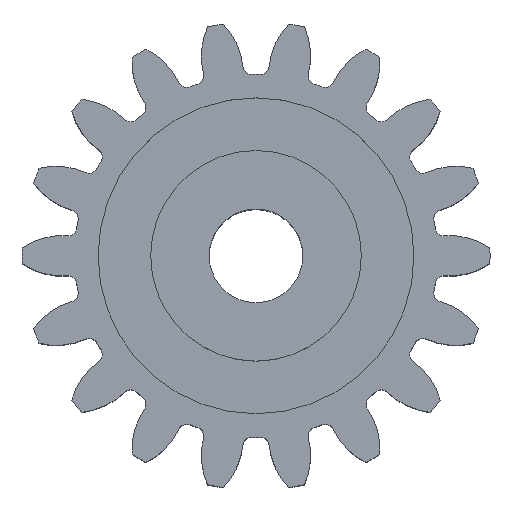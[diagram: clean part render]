
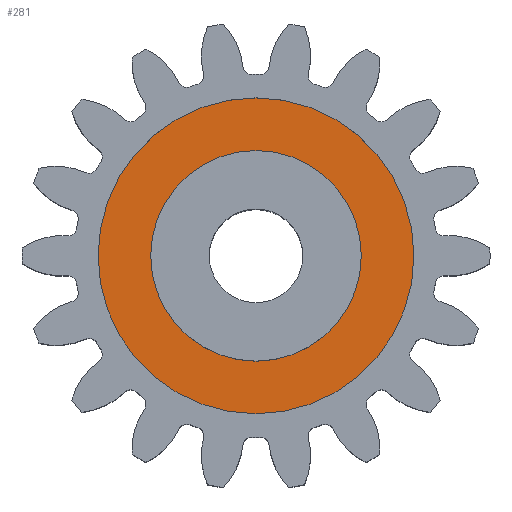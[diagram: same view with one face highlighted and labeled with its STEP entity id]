
A CAD part, top view. The second image highlights one B-rep face of the part: STEP entity #281.
In plain terms, the highlighted planar face has unit normal (0, 0, 1).
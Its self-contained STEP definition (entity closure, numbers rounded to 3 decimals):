
#280 = EDGE_CURVE ( 'NONE', #521, #438, #1720, .T. ) ;
#281 = ADVANCED_FACE ( 'NONE', ( #1734, #1866 ), #1722, .F. ) ;
#284 = ORIENTED_EDGE ( 'NONE', *, *, #453, .T. ) ;
#304 = ORIENTED_EDGE ( 'NONE', *, *, #318, .T. ) ;
#310 = ORIENTED_EDGE ( 'NONE', *, *, #280, .F. ) ;
#314 = EDGE_LOOP ( 'NONE', ( #310, #320 ) ) ;
#318 = EDGE_CURVE ( 'NONE', #426, #450, #1834, .T. ) ;
#320 = ORIENTED_EDGE ( 'NONE', *, *, #437, .F. ) ;
#331 = EDGE_LOOP ( 'NONE', ( #284, #304 ) ) ;
#426 = VERTEX_POINT ( 'NONE', #1995 ) ;
#437 = EDGE_CURVE ( 'NONE', #438, #521, #1936, .T. ) ;
#438 = VERTEX_POINT ( 'NONE', #1941 ) ;
#450 = VERTEX_POINT ( 'NONE', #1986 ) ;
#453 = EDGE_CURVE ( 'NONE', #450, #426, #1978, .T. ) ;
#521 = VERTEX_POINT ( 'NONE', #2287 ) ;
#1720 = CIRCLE ( 'NONE', #1721, 6.75 ) ;
#1721 = AXIS2_PLACEMENT_3D ( 'NONE', #1864, #1863, #1862 ) ;
#1722 = PLANE ( 'NONE',  #1730 ) ;
#1730 = AXIS2_PLACEMENT_3D ( 'NONE', #1812, #1811, #1857 ) ;
#1734 = FACE_BOUND ( 'NONE', #331, .T. ) ;
#1811 = DIRECTION ( 'NONE',  ( 0., 0., -1. ) ) ;
#1812 = CARTESIAN_POINT ( 'NONE',  ( 0., 0., 7.5 ) ) ;
#1834 = CIRCLE ( 'NONE', #1886, 4.5 ) ;
#1843 = DIRECTION ( 'NONE',  ( 0., 0., -1. ) ) ;
#1857 = DIRECTION ( 'NONE',  ( -1., 0., 0. ) ) ;
#1862 = DIRECTION ( 'NONE',  ( -1., 0., 0. ) ) ;
#1863 = DIRECTION ( 'NONE',  ( 0., 0., -1. ) ) ;
#1864 = CARTESIAN_POINT ( 'NONE',  ( 0., 0., 7.5 ) ) ;
#1866 = FACE_OUTER_BOUND ( 'NONE', #314, .T. ) ;
#1885 = DIRECTION ( 'NONE',  ( -1., 0., 0. ) ) ;
#1886 = AXIS2_PLACEMENT_3D ( 'NONE', #1889, #1843, #1885 ) ;
#1889 = CARTESIAN_POINT ( 'NONE',  ( 0., 0., 7.5 ) ) ;
#1933 = DIRECTION ( 'NONE',  ( -1., 0., 0. ) ) ;
#1934 = DIRECTION ( 'NONE',  ( 0., 0., -1. ) ) ;
#1935 = AXIS2_PLACEMENT_3D ( 'NONE', #1943, #1934, #1933 ) ;
#1936 = CIRCLE ( 'NONE', #1935, 6.75 ) ;
#1941 = CARTESIAN_POINT ( 'NONE',  ( 6.75, 0., 7.5 ) ) ;
#1943 = CARTESIAN_POINT ( 'NONE',  ( 0., 0., 7.5 ) ) ;
#1978 = CIRCLE ( 'NONE', #2060, 4.5 ) ;
#1986 = CARTESIAN_POINT ( 'NONE',  ( -4.5, 0., 7.5 ) ) ;
#1995 = CARTESIAN_POINT ( 'NONE',  ( 4.5, 0., 7.5 ) ) ;
#2057 = DIRECTION ( 'NONE',  ( -1., 0., 0. ) ) ;
#2058 = DIRECTION ( 'NONE',  ( 0., 0., -1. ) ) ;
#2059 = CARTESIAN_POINT ( 'NONE',  ( 0., 0., 7.5 ) ) ;
#2060 = AXIS2_PLACEMENT_3D ( 'NONE', #2059, #2058, #2057 ) ;
#2287 = CARTESIAN_POINT ( 'NONE',  ( -6.75, 0., 7.5 ) ) ;
